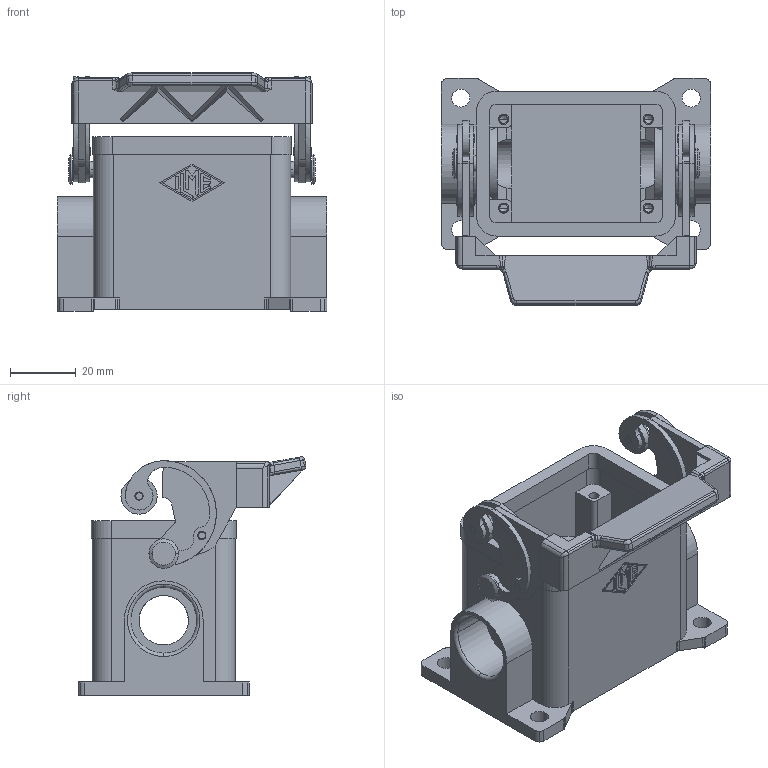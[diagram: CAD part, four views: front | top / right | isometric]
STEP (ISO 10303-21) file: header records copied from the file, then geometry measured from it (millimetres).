
FILE_DESCRIPTION((''),'2;1');
FILE_NAME('MHP 06 L220.stp','2006-12-20T17:19:52',('gembarski'),(''),'Autodesk Inventor 7','Autodesk Inventor 7','');
FILE_SCHEMA(('AUTOMOTIVE_DESIGN { 1 0 10303 214 1 1 1 1 }'));
Length unit declared in the file: millimetre
Products named in the file (1): MHP 06 L220
Bounding box: 82 x 69.2 x 72.42 mm (x, y, z)
Volume: 73627.8 mm3; surface area: 39424.8 mm2
Topology: 1 solids, 3 shells, 503 faces, 1349 edges, 872 vertices
Faces by surface type: bspline 177, plane 164, cylinder 140, torus 14, cone 4, sphere 4
Entity records: 18749 total; most frequent: CARTESIAN_POINT 6271, ORIENTED_EDGE 2672, DIRECTION 2552, EDGE_CURVE 1336, AXIS2_PLACEMENT_3D 907, VERTEX_POINT 872, VECTOR 738, LINE 738
